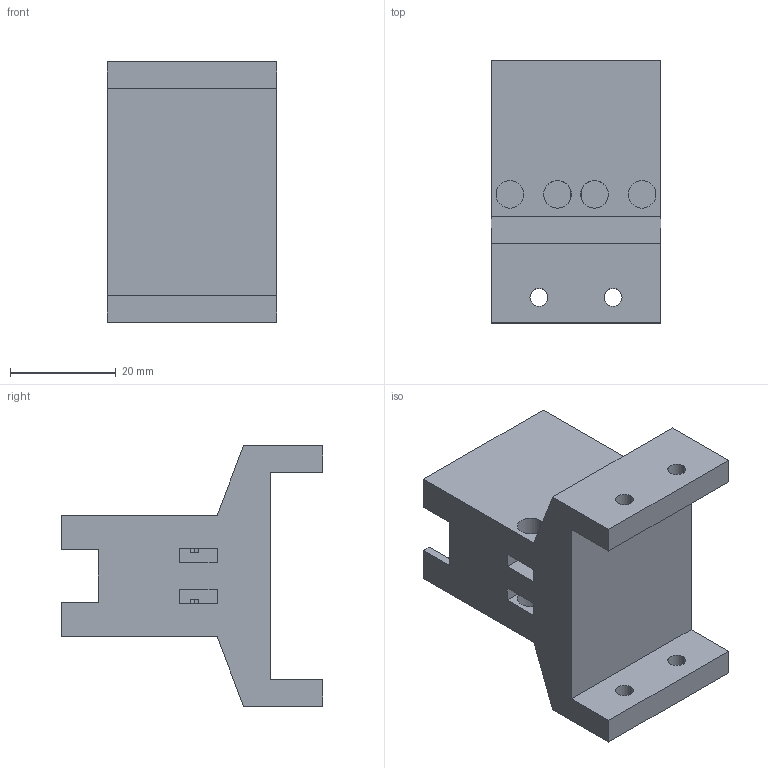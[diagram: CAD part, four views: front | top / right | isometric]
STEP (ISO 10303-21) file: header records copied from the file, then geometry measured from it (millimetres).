
FILE_DESCRIPTION (( 'STEP AP214' ), '1' );
FILE_NAME ('bearing housing middle extended.STEP', '2025-07-27T07:01:10', ( '' ), ( '' ), 'SwSTEP 2.0', 'SolidWorks 2023', '' );
FILE_SCHEMA (( 'AUTOMOTIVE_DESIGN' ));
Length unit declared in the file: millimetre
Products named in the file (1): bearing housing middle extended
Bounding box: 32 x 49.5 x 49.2 mm (x, y, z)
Volume: 31284.1 mm3; surface area: 11452.2 mm2
Topology: 1 solids, 1 shells, 74 faces, 216 edges, 144 vertices
Faces by surface type: plane 50, cylinder 24
Entity records: 2527 total; most frequent: CARTESIAN_POINT 435, ORIENTED_EDGE 432, DIRECTION 422, EDGE_CURVE 216, LINE 160, VECTOR 160, VERTEX_POINT 144, AXIS2_PLACEMENT_3D 131
